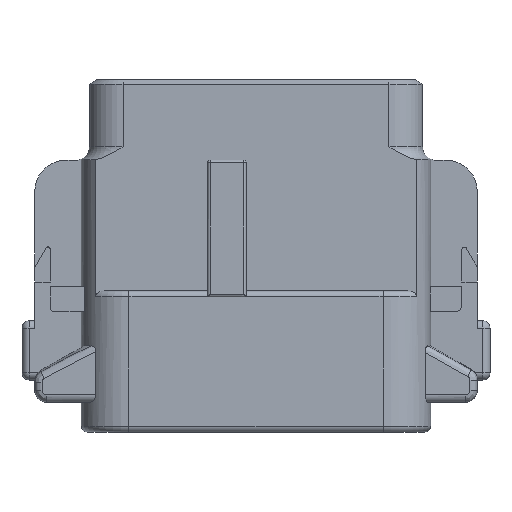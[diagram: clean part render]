
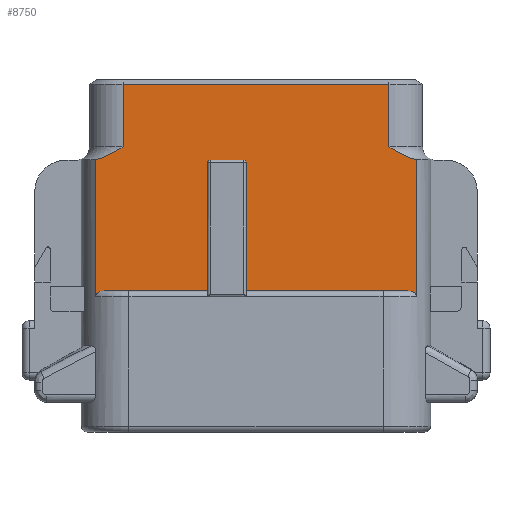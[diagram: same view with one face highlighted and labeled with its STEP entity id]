
A CAD part, front view. The second image highlights one B-rep face of the part: STEP entity #8750.
In plain terms, the highlighted planar face has unit normal (0, -1, 0).
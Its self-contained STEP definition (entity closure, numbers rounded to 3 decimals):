
#1637=DIRECTION('',(1.,0.,0.));
#1638=VECTOR('',#1637,22.733);
#1639=CARTESIAN_POINT('',(-11.366,-6.426,-0.367));
#1640=LINE('',#1639,#1638);
#1641=DIRECTION('',(0.,0.,1.));
#1642=VECTOR('',#1641,5.348);
#1643=CARTESIAN_POINT('',(11.367,-6.426,-5.715));
#1644=LINE('',#1643,#1642);
#1645=DIRECTION('',(0.,0.,1.));
#1646=VECTOR('',#1645,10.973);
#1647=CARTESIAN_POINT('',(-0.851,-6.426,-18.034));
#1648=LINE('',#1647,#1646);
#1649=DIRECTION('',(1.,0.,0.));
#1650=VECTOR('',#1649,2.87);
#1651=CARTESIAN_POINT('',(-3.924,-6.426,-6.858));
#1652=LINE('',#1651,#1650);
#1653=DIRECTION('',(0.,0.,1.));
#1654=VECTOR('',#1653,10.973);
#1655=CARTESIAN_POINT('',(-4.128,-6.426,-18.034));
#1656=LINE('',#1655,#1654);
#1657=DIRECTION('',(0.,0.,1.));
#1658=VECTOR('',#1657,5.348);
#1659=CARTESIAN_POINT('',(-11.367,-6.426,-5.715));
#1660=LINE('',#1659,#1658);
#2443=DIRECTION('',(0.,0.,-1.));
#2444=VECTOR('',#2443,11.722);
#2445=CARTESIAN_POINT('',(-13.736,-6.426,-6.82));
#2446=LINE('',#2445,#2444);
#2521=CARTESIAN_POINT('',(-13.736,-6.426,-6.82));
#2522=CARTESIAN_POINT('',(-13.614,-6.426,-6.8));
#2523=CARTESIAN_POINT('',(-13.377,-6.426,-6.745));
#2524=CARTESIAN_POINT('',(-13.031,-6.426,-6.627));
#2525=CARTESIAN_POINT('',(-12.707,-6.426,-6.488));
#2526=CARTESIAN_POINT('',(-12.403,-6.426,-6.336));
#2527=CARTESIAN_POINT('',(-12.094,-6.426,-6.164));
#2528=CARTESIAN_POINT('',(-11.761,-6.426,-5.964));
#2529=CARTESIAN_POINT('',(-11.503,-6.426,-5.801));
#2530=CARTESIAN_POINT('',(-11.367,-6.426,-5.715));
#2539=CARTESIAN_POINT('',(-13.736,-6.426,-6.82));
#2546=CARTESIAN_POINT('',(-13.736,-6.426,-18.542));
#2547=CARTESIAN_POINT('',(-13.736,-6.426,-18.499));
#2548=CARTESIAN_POINT('',(-13.721,-6.426,-18.414));
#2549=CARTESIAN_POINT('',(-13.649,-6.426,-18.288));
#2550=CARTESIAN_POINT('',(-13.53,-6.426,-18.18));
#2551=CARTESIAN_POINT('',(-13.373,-6.426,-18.098));
#2552=CARTESIAN_POINT('',(-13.181,-6.426,-18.046));
#2553=CARTESIAN_POINT('',(-13.035,-6.426,-18.034));
#2554=CARTESIAN_POINT('',(-12.958,-6.426,-18.034));
#2578=DIRECTION('',(-1.,0.,0.));
#2579=VECTOR('',#2578,8.83);
#2580=CARTESIAN_POINT('',(-4.128,-6.426,-18.034));
#2581=LINE('',#2580,#2579);
#2603=DIRECTION('',(-1.,0.,0.));
#2604=VECTOR('',#2603,13.809);
#2605=CARTESIAN_POINT('',(12.958,-6.426,-18.034));
#2606=LINE('',#2605,#2604);
#2757=CARTESIAN_POINT('',(-1.054,-6.426,-7.061));
#2758=DIRECTION('',(0.,1.,0.));
#2759=DIRECTION('',(0.,0.,1.));
#2760=AXIS2_PLACEMENT_3D('',#2757,#2758,#2759);
#2780=CARTESIAN_POINT('',(12.958,-6.426,-18.034));
#2781=CARTESIAN_POINT('',(13.036,-6.426,-18.034));
#2782=CARTESIAN_POINT('',(13.181,-6.426,-18.046));
#2783=CARTESIAN_POINT('',(13.373,-6.426,-18.098));
#2784=CARTESIAN_POINT('',(13.53,-6.426,-18.18));
#2785=CARTESIAN_POINT('',(13.649,-6.426,-18.288));
#2786=CARTESIAN_POINT('',(13.721,-6.426,-18.414));
#2787=CARTESIAN_POINT('',(13.736,-6.426,-18.499));
#2788=CARTESIAN_POINT('',(13.736,-6.426,-18.542));
#2790=DIRECTION('',(0.,0.,1.));
#2791=VECTOR('',#2790,11.722);
#2792=CARTESIAN_POINT('',(13.736,-6.426,-18.542));
#2793=LINE('',#2792,#2791);
#2851=CARTESIAN_POINT('',(13.736,-6.426,-6.82));
#2853=CARTESIAN_POINT('',(13.736,-6.426,-6.82));
#2854=CARTESIAN_POINT('',(13.614,-6.426,-6.8));
#2855=CARTESIAN_POINT('',(13.377,-6.426,-6.745));
#2856=CARTESIAN_POINT('',(13.031,-6.426,-6.627));
#2857=CARTESIAN_POINT('',(12.707,-6.426,-6.488));
#2858=CARTESIAN_POINT('',(12.403,-6.426,-6.336));
#2859=CARTESIAN_POINT('',(12.094,-6.426,-6.164));
#2860=CARTESIAN_POINT('',(11.761,-6.426,-5.964));
#2861=CARTESIAN_POINT('',(11.503,-6.426,-5.801));
#2862=CARTESIAN_POINT('',(11.367,-6.426,-5.715));
#4073=CARTESIAN_POINT('',(-3.924,-6.426,-7.061));
#4074=DIRECTION('',(0.,1.,0.));
#4075=DIRECTION('',(-1.,0.,0.));
#4076=AXIS2_PLACEMENT_3D('',#4073,#4074,#4075);
#6001=CARTESIAN_POINT('',(-12.958,-6.426,-18.034));
#6003=VERTEX_POINT('',#6001);
#6005=CARTESIAN_POINT('',(-13.736,-6.426,-18.542));
#6007=VERTEX_POINT('',#6005);
#6012=CARTESIAN_POINT('',(13.736,-6.426,-18.542));
#6014=VERTEX_POINT('',#6012);
#6016=CARTESIAN_POINT('',(12.958,-6.426,-18.034));
#6018=VERTEX_POINT('',#6016);
#6127=VERTEX_POINT('',#2539);
#6129=VERTEX_POINT('',#2851);
#6144=CARTESIAN_POINT('',(11.367,-6.426,-5.715));
#6145=VERTEX_POINT('',#6144);
#6158=CARTESIAN_POINT('',(-11.367,-6.426,-5.715));
#6159=VERTEX_POINT('',#6158);
#6169=CARTESIAN_POINT('',(-0.851,-6.426,-7.061));
#6171=VERTEX_POINT('',#6169);
#6172=CARTESIAN_POINT('',(-1.054,-6.426,-6.858));
#6173=VERTEX_POINT('',#6172);
#6184=CARTESIAN_POINT('',(-3.924,-6.426,-6.858));
#6185=VERTEX_POINT('',#6184);
#6186=CARTESIAN_POINT('',(-4.128,-6.426,-7.061));
#6187=VERTEX_POINT('',#6186);
#6276=CARTESIAN_POINT('',(-4.128,-6.426,-18.034));
#6277=VERTEX_POINT('',#6276);
#6278=CARTESIAN_POINT('',(-0.851,-6.426,-18.034));
#6279=VERTEX_POINT('',#6278);
#6376=CARTESIAN_POINT('',(-11.367,-6.426,-0.367));
#6377=VERTEX_POINT('',#6376);
#6380=CARTESIAN_POINT('',(11.366,-6.426,
-0.367));
#6381=VERTEX_POINT('',#6380);
#8713=CARTESIAN_POINT('',(13.736,-6.426,0.));
#8714=DIRECTION('',(0.,1.,0.));
#8715=DIRECTION('',(-1.,0.,0.));
#8716=AXIS2_PLACEMENT_3D('',#8713,#8714,#8715);
#8717=PLANE('',#8716);
#8718=ORIENTED_EDGE('',*,*,#8559,.T.);
#8720=ORIENTED_EDGE('',*,*,#8719,.F.);
#8722=ORIENTED_EDGE('',*,*,#8721,.F.);
#8724=ORIENTED_EDGE('',*,*,#8723,.F.);
#8726=ORIENTED_EDGE('',*,*,#8725,.F.);
#8728=ORIENTED_EDGE('',*,*,#8727,.T.);
#8730=ORIENTED_EDGE('',*,*,#8729,.T.);
#8732=ORIENTED_EDGE('',*,*,#8731,.F.);
#8734=ORIENTED_EDGE('',*,*,#8733,.F.);
#8736=ORIENTED_EDGE('',*,*,#8735,.F.);
#8738=ORIENTED_EDGE('',*,*,#8737,.F.);
#8740=ORIENTED_EDGE('',*,*,#8739,.T.);
#8742=ORIENTED_EDGE('',*,*,#8741,.F.);
#8744=ORIENTED_EDGE('',*,*,#8743,.F.);
#8746=ORIENTED_EDGE('',*,*,#8745,.T.);
#8747=ORIENTED_EDGE('',*,*,#8705,.T.);
#8748=EDGE_LOOP('',(#8718,#8720,#8722,#8724,#8726,#8728,#8730,#8732,#8734,#8736,
#8738,#8740,#8742,#8744,#8746,#8747));
#8749=FACE_OUTER_BOUND('',#8748,.F.);
#8750=ADVANCED_FACE('',(#8749),#8717,.F.);
#2531=B_SPLINE_CURVE_WITH_KNOTS('',3,(#2521,#2522,#2523,#2524,#2525,#2526,#2527,
#2528,#2529,#2530),.UNSPECIFIED.,.F.,.F.,(4,1,1,1,1,1,1,4),(0.,
0.143,0.286,0.429,0.571,
0.714,0.857,1.),.UNSPECIFIED.);
#2555=B_SPLINE_CURVE_WITH_KNOTS('',3,(#2546,#2547,#2548,#2549,#2550,#2551,#2552,
#2553,#2554),.UNSPECIFIED.,.F.,.F.,(4,1,1,1,1,1,4),(0.,0.167,
0.333,0.5,0.667,0.833,1.),
.UNSPECIFIED.);
#2761=CIRCLE('',#2760,0.203);
#2789=B_SPLINE_CURVE_WITH_KNOTS('',3,(#2780,#2781,#2782,#2783,#2784,#2785,#2786,
#2787,#2788),.UNSPECIFIED.,.F.,.F.,(4,1,1,1,1,1,4),(0.,0.167,
0.333,0.5,0.667,0.833,1.),
.UNSPECIFIED.);
#2863=B_SPLINE_CURVE_WITH_KNOTS('',3,(#2853,#2854,#2855,#2856,#2857,#2858,#2859,
#2860,#2861,#2862),.UNSPECIFIED.,.F.,.F.,(4,1,1,1,1,1,1,4),(0.,
0.143,0.286,0.429,0.571,
0.714,0.857,1.),.UNSPECIFIED.);
#4077=CIRCLE('',#4076,0.203);
#8559=EDGE_CURVE('',#6377,#6381,#1640,.T.);
#8705=EDGE_CURVE('',#6159,#6377,#1660,.T.);
#8719=EDGE_CURVE('',#6145,#6381,#1644,.T.);
#8721=EDGE_CURVE('',#6129,#6145,#2863,.T.);
#8723=EDGE_CURVE('',#6014,#6129,#2793,.T.);
#8725=EDGE_CURVE('',#6018,#6014,#2789,.T.);
#8727=EDGE_CURVE('',#6018,#6279,#2606,.T.);
#8729=EDGE_CURVE('',#6279,#6171,#1648,.T.);
#8731=EDGE_CURVE('',#6173,#6171,#2761,.T.);
#8733=EDGE_CURVE('',#6185,#6173,#1652,.T.);
#8735=EDGE_CURVE('',#6187,#6185,#4077,.T.);
#8737=EDGE_CURVE('',#6277,#6187,#1656,.T.);
#8739=EDGE_CURVE('',#6277,#6003,#2581,.T.);
#8741=EDGE_CURVE('',#6007,#6003,#2555,.T.);
#8743=EDGE_CURVE('',#6127,#6007,#2446,.T.);
#8745=EDGE_CURVE('',#6127,#6159,#2531,.T.);
